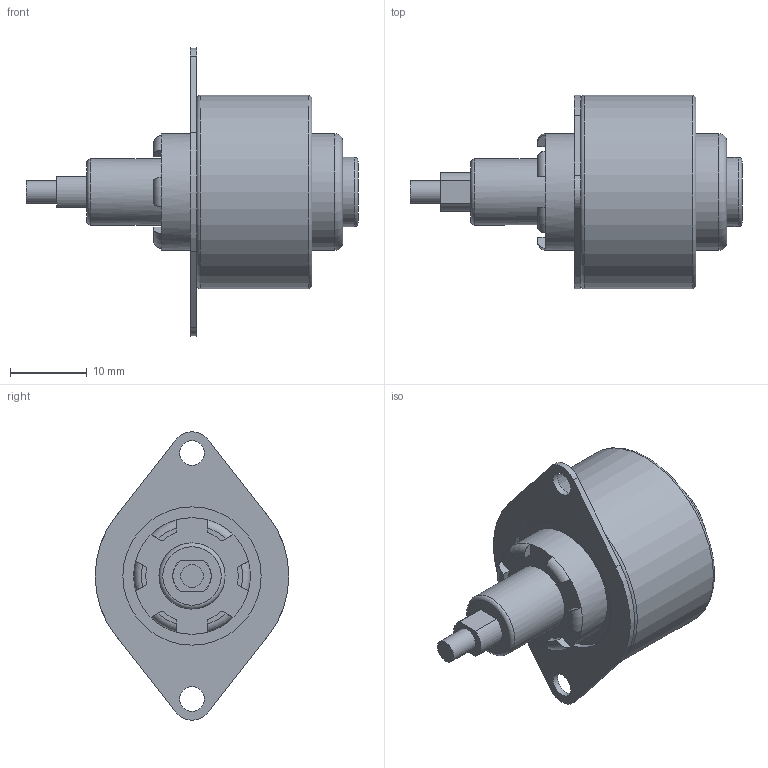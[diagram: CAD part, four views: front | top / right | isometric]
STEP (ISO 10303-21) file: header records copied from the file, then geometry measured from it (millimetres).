
FILE_DESCRIPTION((''),'2;1');
FILE_NAME('LPVD2515S0104TR3,5x1.stp','2012-12-07T13:15:57',('wei_j'),(''),'Autodesk Inventor 2010','Autodesk Inventor 2010','');
FILE_SCHEMA(('AUTOMOTIVE_DESIGN { 1 0 10303 214 1 1 1 1 }'));
Length unit declared in the file: millimetre
Products named in the file (1): LPVD2515S0104TR3,5x1
Bounding box: 43.2 x 25.2 x 37.48 mm (x, y, z)
Volume: 10096.6 mm3; surface area: 3854.3 mm2
Topology: 1 solids, 1 shells, 72 faces, 165 edges, 105 vertices
Faces by surface type: plane 38, cylinder 23, torus 11
Full cylindrical faces by diameter (mm): 3 x1, 3.2 x2, 8.6 x1, 9 x1, 15.164 x1, 15.2 x1, 18 x1, 25.2 x1
Entity records: 2110 total; most frequent: CARTESIAN_POINT 433, DIRECTION 352, ORIENTED_EDGE 298, EDGE_CURVE 149, AXIS2_PLACEMENT_3D 142, VERTEX_POINT 103, EDGE_LOOP 100, FACE_OUTER_BOUND 72
